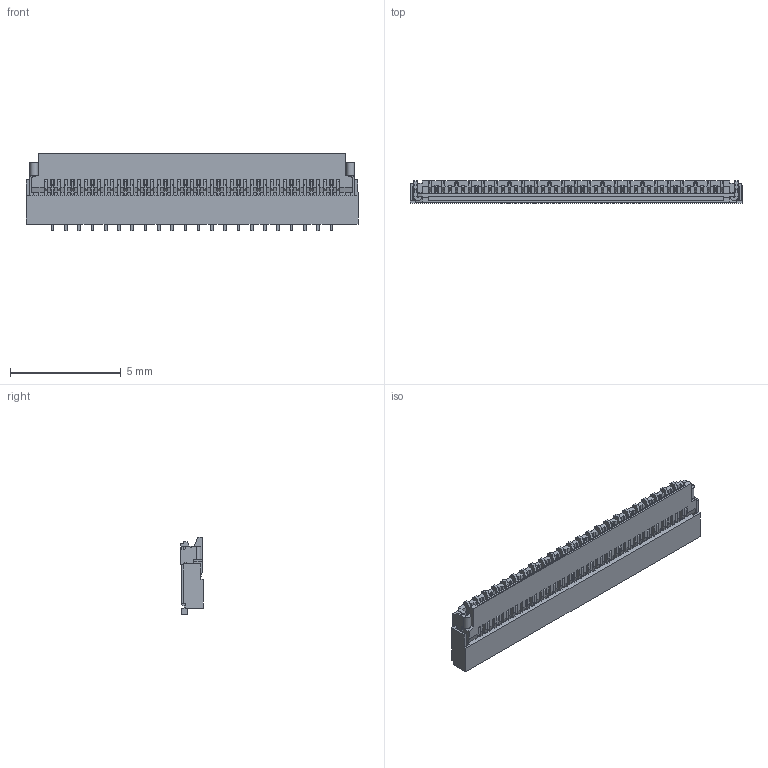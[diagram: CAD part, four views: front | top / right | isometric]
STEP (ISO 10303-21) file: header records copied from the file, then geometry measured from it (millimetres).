
FILE_DESCRIPTION (( 'STEP AP214' ), '1' );
FILE_NAME ('FFC03001-45SBB114W5M-REF .STEP', '2026-01-12T06:25:06', ( '' ), ( '' ), 'SwSTEP 2.0', 'SolidWorks 2021', '' );
FILE_SCHEMA (( 'AUTOMOTIVE_DESIGN' ));
Length unit declared in the file: millimetre
Products named in the file (1): FFC03001-45SBB114W5M-REF 
Bounding box: 15 x 1.01 x 3.49 mm (x, y, z)
Volume: 27.2 mm3; surface area: 357.4 mm2
Topology: 1 solids, 1 shells, 2497 faces, 7968 edges, 5262 vertices
Faces by surface type: plane 1931, cylinder 566
Entity records: 87684 total; most frequent: CARTESIAN_POINT 16004, ORIENTED_EDGE 15936, DIRECTION 14004, EDGE_CURVE 7968, VECTOR 6744, LINE 6744, VERTEX_POINT 5262, AXIS2_PLACEMENT_3D 3630
